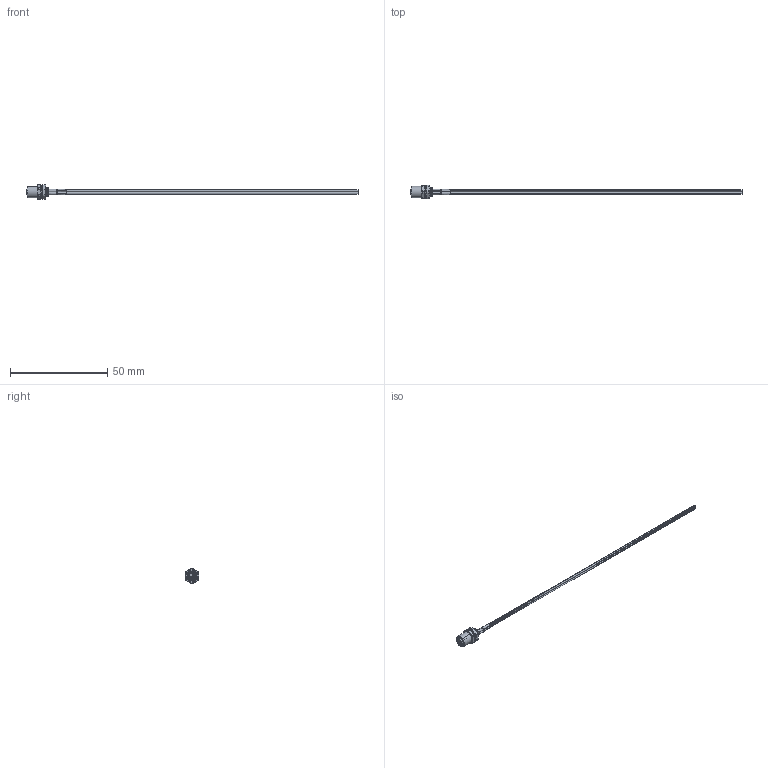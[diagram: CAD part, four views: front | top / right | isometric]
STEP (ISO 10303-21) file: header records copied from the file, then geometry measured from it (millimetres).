
FILE_DESCRIPTION (( 'STEP AP203' ), '1' );
FILE_NAME ('10-04043.STEP', '2022-04-12T16:09:15', ( '' ), ( '' ), 'SwSTEP 2.0', 'SolidWorks 2021', '' );
FILE_SCHEMA (( 'CONFIG_CONTROL_DESIGN' ));
Length unit declared in the file: millimetre
Products named in the file (13): M5F3P_short; 30-01777_blunt cut; M5Female_socket; 54-00102; 30-01772_blunt cut; 10-04043; M5nut; 30-01774_blunt cut; M5_oring_large; M5_oring_small; M5Female_panel mount threads; Heat shrink_O1.5mm base
Assembly tree (16 placements, depth 4):
  10-04043
    54-00102
      M5Female_panel mount threads
      M5nut
      M5_oring_large
      M5_oring_small
      M5F3P_short
        M5F3P_short
        M5Female_socket  x3
    Heat shrink_O1.5mm base  x3
    30-01772_blunt cut
    30-01777_blunt cut
    30-01774_blunt cut
Bounding box: 171 x 7.16 x 7.77 mm (x, y, z)
Volume: 683.3 mm3; surface area: 8262.1 mm2
Topology: 89 solids, 89 shells, 718 faces, 1557 edges, 1022 vertices
Faces by surface type: cylinder 425, plane 219, cone 26, torus 24, bspline 24
Entity records: 24636 total; most frequent: CARTESIAN_POINT 8309, DIRECTION 3304, ORIENTED_EDGE 2850, AXIS2_PLACEMENT_3D 1429, EDGE_CURVE 1425, VERTEX_POINT 942, EDGE_LOOP 827, CIRCLE 764
